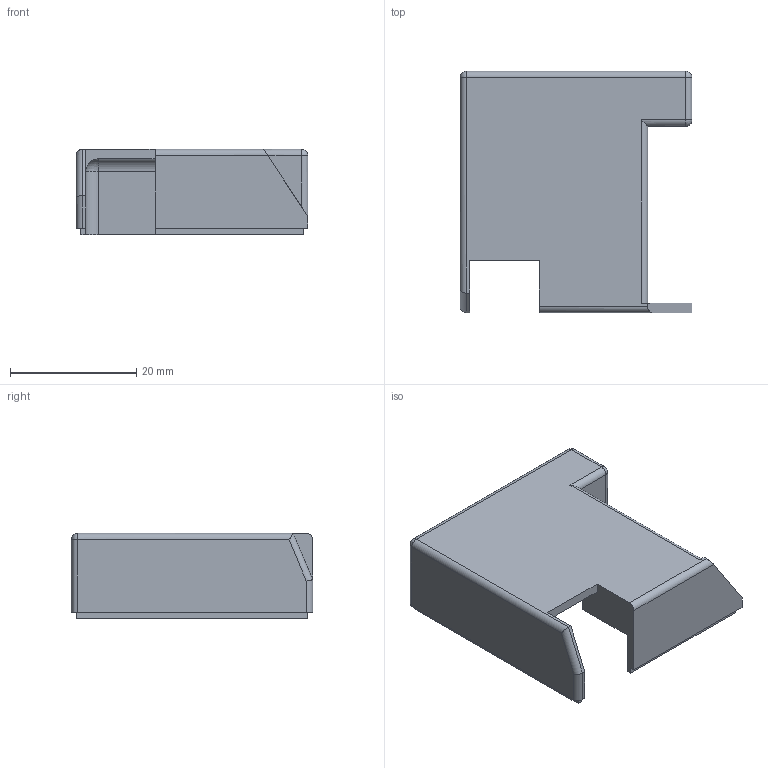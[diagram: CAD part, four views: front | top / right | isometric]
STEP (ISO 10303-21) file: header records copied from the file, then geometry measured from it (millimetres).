
FILE_DESCRIPTION(/* description */ (''),/* implementation_level */ '2;1');
FILE_NAME(/* name */ 'espcan_1ssr-top.stp',/* time_stamp */ '2026-01-22T15:43:35+01:00',/* author */ ('caleb'),/* organization */ (''),/* preprocessor_version */ 'ST-DEVELOPER v19.2',/* originating_system */ 'Autodesk Inventor 2024',/* authorisation */ '');
FILE_SCHEMA (('AUTOMOTIVE_DESIGN { 1 0 10303 214 3 1 1 }'));
Length unit declared in the file: millimetre
Products named in the file (2): espcan_1ssr; Body
Assembly tree (1 placements, depth 2):
  espcan_1ssr
    Body
Bounding box: 36.7 x 38.2 x 13.5 mm (x, y, z)
Volume: 3911.4 mm3; surface area: 5313.6 mm2
Topology: 1 solids, 1 shells, 67 faces, 174 edges, 109 vertices
Faces by surface type: plane 41, cylinder 21, sphere 5
Entity records: 2110 total; most frequent: CARTESIAN_POINT 354, DIRECTION 353, ORIENTED_EDGE 348, EDGE_CURVE 174, LINE 137, VECTOR 137, VERTEX_POINT 109, AXIS2_PLACEMENT_3D 108
